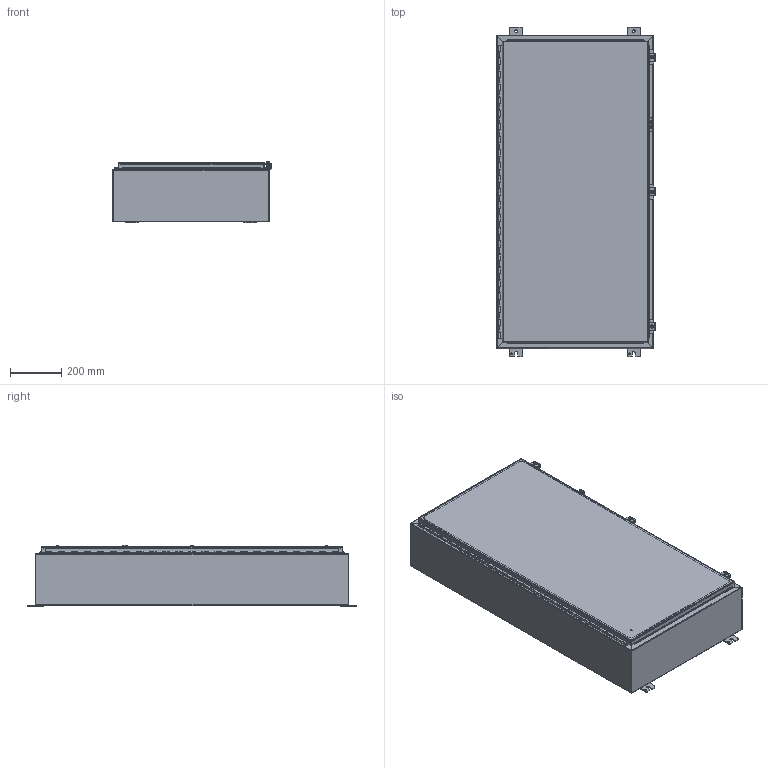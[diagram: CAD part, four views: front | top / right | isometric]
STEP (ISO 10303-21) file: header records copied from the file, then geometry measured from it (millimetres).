
FILE_DESCRIPTION((''),'2;1');
FILE_NAME('N12482408.stp','2012-02-20T15:51:08',('dnichola'),(''),'Autodesk Inventor 2012','Autodesk Inventor 2012','');
FILE_SCHEMA(('AUTOMOTIVE_DESIGN { 1 0 10303 214 1 1 1 1 }'));
Length unit declared in the file: inch
Products named in the file (20): N12482408; 34840; 38413; N122408TB; N12482408BLR; 46x22; 38846; 3293; N124824LID; 328115; 328115T; 328115L; 328115P; 30823; 30824; 30824-1; HFW30825-2; HFW30825-3; HFW30825-4; 3889
Assembly tree (32 placements, depth 3):
  N12482408
    34840  x4
    38413
    N122408TB  x2
    N12482408BLR
    46x22
    38846
    3293
    N124824LID
    328115
      328115T
      328115L
      328115P
    30823  x3
    30824  x3
      30824-1
      HFW30825-2
      HFW30825-3
      HFW30825-4
    3889  x6
Bounding box: 617.49 x 1282.7 x 239.02 mm (x, y, z)
Volume: 4982633.5 mm3; surface area: 5172252.5 mm2
Topology: 36 solids, 36 shells, 1233 faces, 3241 edges, 2103 vertices
Faces by surface type: plane 726, cylinder 386, bspline 72, sphere 18, torus 17, cone 14
Full cylindrical faces by diameter (mm): 2.794 x6, 3.048 x1, 3.967 x1, 5.359 x3, 6.35 x4, 7.137 x3, 7.95 x4, 8.382 x12, 8.56 x1, 8.89 x3, 11.125 x4, 12.7 x4, 13.208 x3, 15.875 x6
Entity records: 30381 total; most frequent: CARTESIAN_POINT 7202, ORIENTED_EDGE 4616, DIRECTION 4584, EDGE_CURVE 2308, VECTOR 1624, LINE 1624, VERTEX_POINT 1516, AXIS2_PLACEMENT_3D 1480
